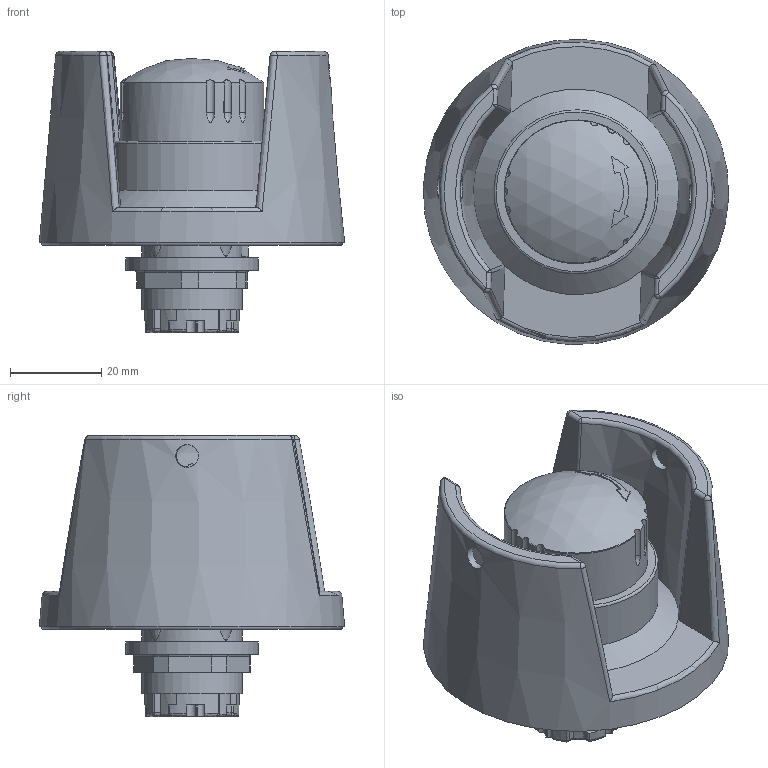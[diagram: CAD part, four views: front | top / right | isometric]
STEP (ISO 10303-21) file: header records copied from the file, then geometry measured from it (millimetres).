
FILE_DESCRIPTION(/* description */ (''),/* implementation_level */ '2;1');
FILE_NAME(/* name */ 'QRSKUV_556.stp',/* time_stamp */ '2017-08-22T09:25:23+02:00',/* author */ ('mharscher'),/* organization */ (''),/* preprocessor_version */ 'ST-DEVELOPER v16.1',/* originating_system */ 'Autodesk Inventor 2016',/* authorisation */ '');
FILE_SCHEMA (('AUTOMOTIVE_DESIGN { 1 0 10303 214 3 1 1 }'));
Length unit declared in the file: centimetre
Products named in the file (1): QRSKUV_556
Bounding box: 66.96 x 66.96 x 61.65 mm (x, y, z)
Volume: 58298.5 mm3; surface area: 31608.2 mm2
Topology: 1 solids, 5 shells, 391 faces, 995 edges, 620 vertices
Faces by surface type: plane 138, cylinder 123, torus 58, bspline 33, sphere 22, cone 17
Full cylindrical faces by diameter (mm): 5 x4, 22 x2, 22.6 x1, 25.35 x1, 27.65 x1, 28.3 x1, 29 x1, 31.5 x1, 35 x1, 36 x1
Entity records: 13661 total; most frequent: CARTESIAN_POINT 4604, ORIENTED_EDGE 1908, DIRECTION 1862, EDGE_CURVE 950, AXIS2_PLACEMENT_3D 757, VERTEX_POINT 607, EDGE_LOOP 441, FACE_OUTER_BOUND 391
